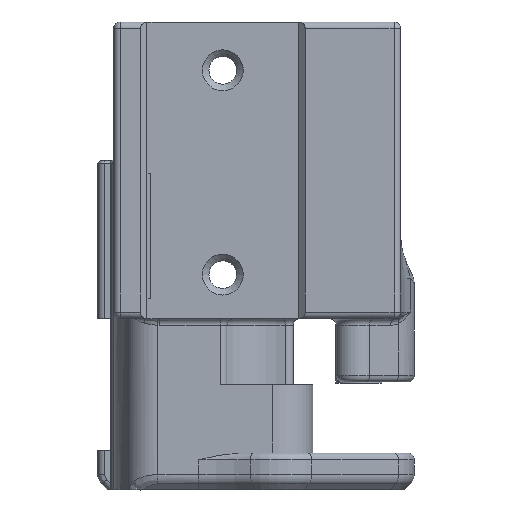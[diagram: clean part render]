
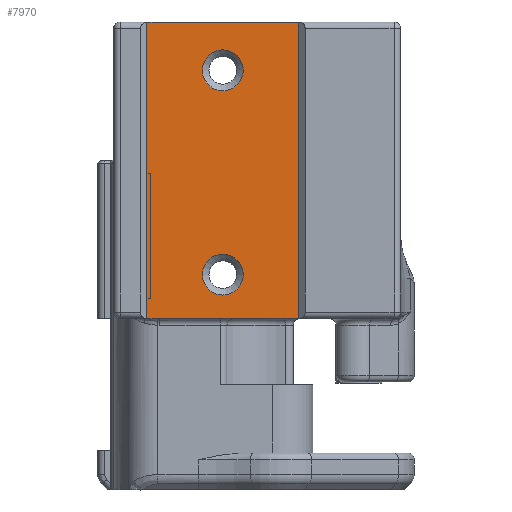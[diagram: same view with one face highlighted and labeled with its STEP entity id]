
A CAD part, left-side view. The second image highlights one B-rep face of the part: STEP entity #7970.
In plain terms, the highlighted planar face has unit normal (-1, 0, 0).
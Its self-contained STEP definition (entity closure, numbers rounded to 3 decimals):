
#304=LINE('',#11207,#958);
#912=LINE('',#17657,#1566);
#916=LINE('',#17682,#1570);
#917=LINE('',#17683,#1571);
#918=LINE('',#17684,#1572);
#919=LINE('',#17687,#1573);
#920=LINE('',#17689,#1574);
#921=LINE('',#17691,#1575);
#958=VECTOR('',#8874,1000.);
#1566=VECTOR('',#10804,1000.);
#1570=VECTOR('',#10832,1000.);
#1571=VECTOR('',#10833,1000.);
#1572=VECTOR('',#10834,1000.);
#1573=VECTOR('',#10835,1000.);
#1574=VECTOR('',#10836,1000.);
#1575=VECTOR('',#10837,1000.);
#1781=PLANE('',#8724);
#4154=ORIENTED_EDGE('',*,*,#5462,.T.);
#4155=ORIENTED_EDGE('',*,*,#5463,.T.);
#4156=ORIENTED_EDGE('',*,*,#5453,.F.);
#4157=ORIENTED_EDGE('',*,*,#5464,.F.);
#4158=ORIENTED_EDGE('',*,*,#4395,.F.);
#4159=ORIENTED_EDGE('',*,*,#5465,.F.);
#4160=ORIENTED_EDGE('',*,*,#5466,.T.);
#4161=ORIENTED_EDGE('',*,*,#5467,.T.);
#4162=ORIENTED_EDGE('',*,*,#5468,.T.);
#4163=ORIENTED_EDGE('',*,*,#5469,.F.);
#4395=EDGE_CURVE('',#5573,#5574,#304,.T.);
#5453=EDGE_CURVE('',#6214,#6215,#912,.T.);
#5462=EDGE_CURVE('',#6222,#6222,#6529,.T.);
#5463=EDGE_CURVE('',#6223,#6223,#6530,.T.);
#5464=EDGE_CURVE('',#5574,#6214,#916,.T.);
#5465=EDGE_CURVE('',#6215,#5573,#917,.T.);
#5466=EDGE_CURVE('',#6224,#6225,#918,.T.);
#5467=EDGE_CURVE('',#6225,#6226,#919,.T.);
#5468=EDGE_CURVE('',#6226,#6227,#920,.T.);
#5469=EDGE_CURVE('',#6224,#6227,#921,.T.);
#5573=VERTEX_POINT('',#11208);
#5574=VERTEX_POINT('',#11209);
#6214=VERTEX_POINT('',#17656);
#6215=VERTEX_POINT('',#17658);
#6222=VERTEX_POINT('',#17679);
#6223=VERTEX_POINT('',#17681);
#6224=VERTEX_POINT('',#17685);
#6225=VERTEX_POINT('',#17686);
#6226=VERTEX_POINT('',#17688);
#6227=VERTEX_POINT('',#17690);
#6529=CIRCLE('',#8725,3.1);
#6530=CIRCLE('',#8726,3.1);
#6983=EDGE_LOOP('',(#4154));
#6984=EDGE_LOOP('',(#4155));
#6985=EDGE_LOOP('',(#4156,#4157,#4158,#4159));
#6986=EDGE_LOOP('',(#4160,#4161,#4162,#4163));
#7471=FACE_BOUND('',#6983,.T.);
#7472=FACE_BOUND('',#6984,.T.);
#7473=FACE_BOUND('',#6985,.T.);
#7474=FACE_BOUND('',#6986,.T.);
#7970=ADVANCED_FACE('',(#7471,#7472,#7473,#7474),#1781,.F.);
#8724=AXIS2_PLACEMENT_3D('',#17677,#10826,#10827);
#8725=AXIS2_PLACEMENT_3D('',#17678,#10828,#10829);
#8726=AXIS2_PLACEMENT_3D('',#17680,#10830,#10831);
#8874=DIRECTION('',(0.,1.,0.));
#10804=DIRECTION('',(0.,-1.,0.));
#10826=DIRECTION('',(1.,0.,0.));
#10827=DIRECTION('',(0.,1.,0.));
#10828=DIRECTION('',(1.,0.,0.));
#10829=DIRECTION('',(0.,1.,0.));
#10830=DIRECTION('',(1.,0.,0.));
#10831=DIRECTION('',(0.,1.,0.));
#10832=DIRECTION('',(0.,0.,1.));
#10833=DIRECTION('',(0.,0.,-1.));
#10834=DIRECTION('',(0.,0.,1.));
#10835=DIRECTION('',(0.,-1.,0.));
#10836=DIRECTION('',(0.,0.,-1.));
#10837=DIRECTION('',(0.,-1.,0.));
#11207=CARTESIAN_POINT('',(-18.7,-20.469,10.));
#11208=CARTESIAN_POINT('',(-18.7,-20.469,10.));
#11209=CARTESIAN_POINT('',(-18.7,2.531,10.));
#17656=CARTESIAN_POINT('',(-18.7,2.531,55.));
#17657=CARTESIAN_POINT('',(-18.7,2.531,55.));
#17658=CARTESIAN_POINT('',(-18.7,-20.469,55.));
#17677=CARTESIAN_POINT('',(-18.7,0.,0.));
#17678=CARTESIAN_POINT('',(-18.7,-8.969,47.67));
#17679=CARTESIAN_POINT('',(-18.7,-5.869,47.67));
#17680=CARTESIAN_POINT('',(-18.7,-8.969,16.67));
#17681=CARTESIAN_POINT('',(-18.7,-5.869,16.67));
#17682=CARTESIAN_POINT('',(-18.7,2.531,10.));
#17683=CARTESIAN_POINT('',(-18.7,-20.469,55.));
#17684=CARTESIAN_POINT('',(-18.7,1.995,22.5));
#17685=CARTESIAN_POINT('',(-18.7,1.995,13.));
#17686=CARTESIAN_POINT('',(-18.7,1.995,32.));
#17687=CARTESIAN_POINT('',(-18.7,0.,32.));
#17688=CARTESIAN_POINT('',(-18.7,1.988,32.));
#17689=CARTESIAN_POINT('',(-18.7,1.988,0.));
#17690=CARTESIAN_POINT('',(-18.7,1.988,13.));
#17691=CARTESIAN_POINT('',(-18.7,-30.95,13.));
